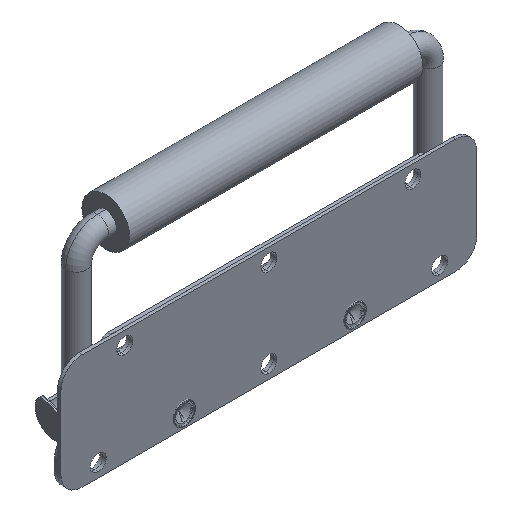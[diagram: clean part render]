
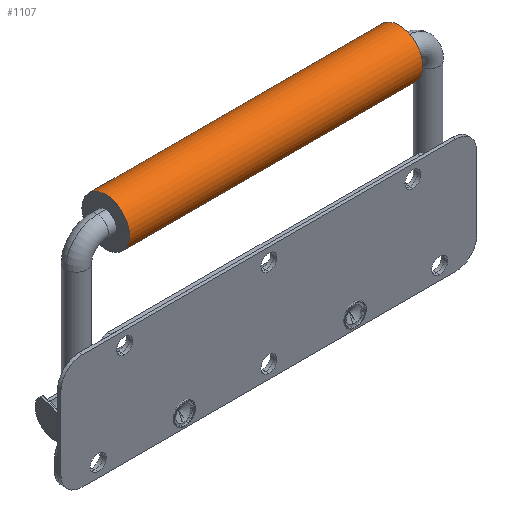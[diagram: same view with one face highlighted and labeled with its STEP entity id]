
A CAD part, isometric view. The second image highlights one B-rep face of the part: STEP entity #1107.
In plain terms, the highlighted cylindrical face has radius 8.9 mm (diameter 17.8 mm), a partial arc.
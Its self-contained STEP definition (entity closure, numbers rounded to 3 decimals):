
#521 = CYLINDRICAL_SURFACE ( 'NONE', #7225, 8.9 ) ;
#844 = DIRECTION ( 'NONE',  ( 1., 0., 0. ) ) ;
#1105 = DIRECTION ( 'NONE',  ( -1., 0., 0. ) ) ;
#1107 = ADVANCED_FACE ( 'NONE', ( #2777 ), #521, .T. ) ;
#1155 = DIRECTION ( 'NONE',  ( 0., 0., -1. ) ) ;
#1222 = DIRECTION ( 'NONE',  ( 1., 0., 0. ) ) ;
#1550 = ORIENTED_EDGE ( 'NONE', *, *, #2612, .T. ) ;
#1622 = CARTESIAN_POINT ( 'NONE',  ( -55., 0., 8.9 ) ) ;
#1762 = LINE ( 'NONE', #2745, #6491 ) ;
#2200 = DIRECTION ( 'NONE',  ( 0., 0., 1. ) ) ;
#2283 = CARTESIAN_POINT ( 'NONE',  ( 55., 0., 0. ) ) ;
#2612 = EDGE_CURVE ( 'NONE', #6337, #5777, #3221, .T. ) ;
#2745 = CARTESIAN_POINT ( 'NONE',  ( 55., 0., -8.9 ) ) ;
#2777 = FACE_OUTER_BOUND ( 'NONE', #4156, .T. ) ;
#3221 = CIRCLE ( 'NONE', #3451, 8.9 ) ;
#3229 = EDGE_CURVE ( 'NONE', #3749, #6504, #3368, .T. ) ;
#3253 = ORIENTED_EDGE ( 'NONE', *, *, #5839, .T. ) ;
#3368 = CIRCLE ( 'NONE', #6648, 8.9 ) ;
#3451 = AXIS2_PLACEMENT_3D ( 'NONE', #4144, #844, #3598 ) ;
#3598 = DIRECTION ( 'NONE',  ( 0., 0., -1. ) ) ;
#3749 = VERTEX_POINT ( 'NONE', #6331 ) ;
#3755 = CARTESIAN_POINT ( 'NONE',  ( 55., 0., 8.9 ) ) ;
#3781 = DIRECTION ( 'NONE',  ( -1., 0., 0. ) ) ;
#3839 = EDGE_CURVE ( 'NONE', #6504, #5777, #5954, .T. ) ;
#3959 = ORIENTED_EDGE ( 'NONE', *, *, #3229, .F. ) ;
#4144 = CARTESIAN_POINT ( 'NONE',  ( -55., 0., 0. ) ) ;
#4156 = EDGE_LOOP ( 'NONE', ( #3959, #3253, #1550, #4199 ) ) ;
#4199 = ORIENTED_EDGE ( 'NONE', *, *, #3839, .F. ) ;
#4338 = CARTESIAN_POINT ( 'NONE',  ( 55., 0., 0. ) ) ;
#4366 = CARTESIAN_POINT ( 'NONE',  ( -55., 0., -8.9 ) ) ;
#5146 = VECTOR ( 'NONE', #1105, 1000. ) ;
#5250 = CARTESIAN_POINT ( 'NONE',  ( 55., 0., 8.9 ) ) ;
#5777 = VERTEX_POINT ( 'NONE', #1622 ) ;
#5839 = EDGE_CURVE ( 'NONE', #3749, #6337, #1762, .T. ) ;
#5954 = LINE ( 'NONE', #3755, #5146 ) ;
#6203 = DIRECTION ( 'NONE',  ( -1., 0., 0. ) ) ;
#6331 = CARTESIAN_POINT ( 'NONE',  ( 55., 0., -8.9 ) ) ;
#6337 = VERTEX_POINT ( 'NONE', #4366 ) ;
#6491 = VECTOR ( 'NONE', #6203, 1000. ) ;
#6504 = VERTEX_POINT ( 'NONE', #5250 ) ;
#6648 = AXIS2_PLACEMENT_3D ( 'NONE', #2283, #1222, #1155 ) ;
#7225 = AXIS2_PLACEMENT_3D ( 'NONE', #4338, #3781, #2200 ) ;
